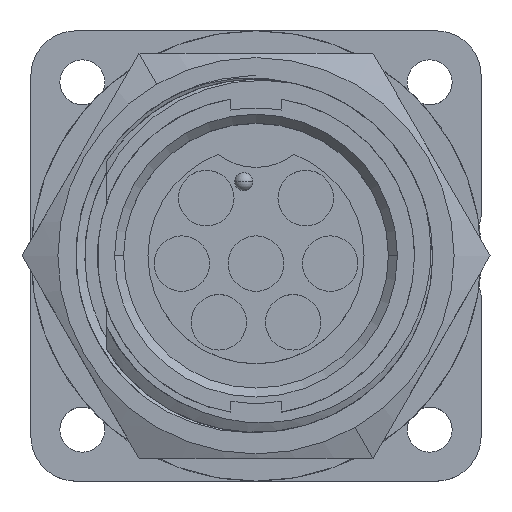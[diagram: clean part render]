
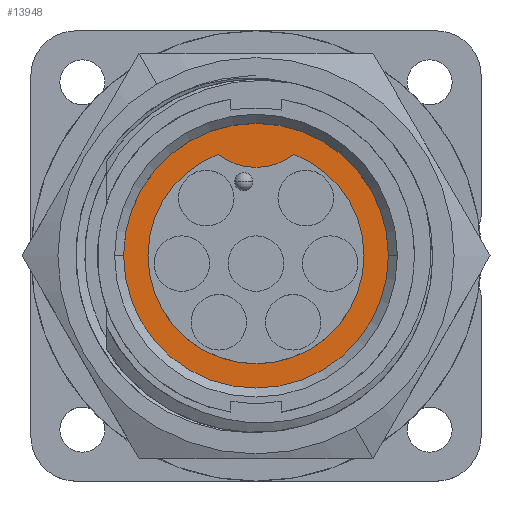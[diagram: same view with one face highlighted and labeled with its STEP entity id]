
A CAD part, top view. The second image highlights one B-rep face of the part: STEP entity #13948.
In plain terms, the highlighted planar face has unit normal (0, 0, 1).
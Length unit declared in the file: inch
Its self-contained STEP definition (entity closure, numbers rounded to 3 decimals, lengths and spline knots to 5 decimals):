
#520 = CARTESIAN_POINT ( 'NONE',  ( 0., 0., 0.365 ) ) ;
#1032 = EDGE_CURVE ( 'NONE', #8502, #13753, #8964, .T. ) ;
#1035 = VERTEX_POINT ( 'NONE', #9758 ) ;
#1609 = DIRECTION ( 'NONE',  ( 0., 0., 1. ) ) ;
#1716 = DIRECTION ( 'NONE',  ( 1., 0., 0. ) ) ;
#1850 = ORIENTED_EDGE ( 'NONE', *, *, #8844, .F. ) ;
#2839 = ORIENTED_EDGE ( 'NONE', *, *, #11557, .F. ) ;
#3116 = DIRECTION ( 'NONE',  ( 1., 0., 0. ) ) ;
#3122 = CARTESIAN_POINT ( 'NONE',  ( 0.3, 0., 0.365 ) ) ;
#3324 = FACE_OUTER_BOUND ( 'NONE', #5833, .T. ) ;
#3734 = CARTESIAN_POINT ( 'NONE',  ( 0., 0., 0.365 ) ) ;
#4288 = EDGE_CURVE ( 'NONE', #13753, #8502, #10998, .T. ) ;
#4339 = DIRECTION ( 'NONE',  ( 0., 0., 1. ) ) ;
#4580 = VERTEX_POINT ( 'NONE', #3122 ) ;
#4926 = DIRECTION ( 'NONE',  ( 1., 0., 0. ) ) ;
#5366 = ORIENTED_EDGE ( 'NONE', *, *, #1032, .T. ) ;
#5833 = EDGE_LOOP ( 'NONE', ( #7944, #5366 ) ) ;
#5928 = CARTESIAN_POINT ( 'NONE',  ( 0., 0.414, 0.365 ) ) ;
#5965 = AXIS2_PLACEMENT_3D ( 'NONE', #3734, #12150, #4926 ) ;
#6151 = CIRCLE ( 'NONE', #15358, 0.3 ) ;
#6660 = EDGE_CURVE ( 'NONE', #1035, #13063, #12988, .T. ) ;
#6843 = CARTESIAN_POINT ( 'NONE',  ( 0., 0., 0.365 ) ) ;
#6952 = CARTESIAN_POINT ( 'NONE',  ( -0.10453, 0.2812, 0.365 ) ) ;
#7153 = DIRECTION ( 'NONE',  ( 1., 0., 0. ) ) ;
#7944 = ORIENTED_EDGE ( 'NONE', *, *, #4288, .T. ) ;
#8063 = DIRECTION ( 'NONE',  ( 1., 0., 0. ) ) ;
#8502 = VERTEX_POINT ( 'NONE', #10342 ) ;
#8810 = CARTESIAN_POINT ( 'NONE',  ( 0., 0., 0.365 ) ) ;
#8844 = EDGE_CURVE ( 'NONE', #9561, #4580, #6151, .T. ) ;
#8915 = DIRECTION ( 'NONE',  ( 0., 0., 1. ) ) ;
#8937 = EDGE_LOOP ( 'NONE', ( #9427, #12644, #2839, #1850 ) ) ;
#8964 = CIRCLE ( 'NONE', #9547, 0.3675 ) ;
#9427 = ORIENTED_EDGE ( 'NONE', *, *, #12920, .F. ) ;
#9547 = AXIS2_PLACEMENT_3D ( 'NONE', #15475, #4339, #11473 ) ;
#9561 = VERTEX_POINT ( 'NONE', #10996 ) ;
#9758 = CARTESIAN_POINT ( 'NONE',  ( 0.10453, 0.2812, 0.365 ) ) ;
#10020 = DIRECTION ( 'NONE',  ( 1., 0., 0. ) ) ;
#10318 = DIRECTION ( 'NONE',  ( 0., 0., 1. ) ) ;
#10342 = CARTESIAN_POINT ( 'NONE',  ( -0.3675, 0., 0.365 ) ) ;
#10670 = AXIS2_PLACEMENT_3D ( 'NONE', #520, #8915, #1716 ) ;
#10996 = CARTESIAN_POINT ( 'NONE',  ( -0.3, 0., 0.365 ) ) ;
#10998 = CIRCLE ( 'NONE', #10670, 0.3675 ) ;
#11310 = AXIS2_PLACEMENT_3D ( 'NONE', #5928, #14384, #7153 ) ;
#11473 = DIRECTION ( 'NONE',  ( 1., 0., 0. ) ) ;
#11550 = AXIS2_PLACEMENT_3D ( 'NONE', #6843, #15282, #8063 ) ;
#11557 = EDGE_CURVE ( 'NONE', #4580, #1035, #13034, .T. ) ;
#12150 = DIRECTION ( 'NONE',  ( 0., 0., 1. ) ) ;
#12382 = CARTESIAN_POINT ( 'NONE',  ( 0.3675, 0., 0.365 ) ) ;
#12561 = FACE_BOUND ( 'NONE', #8937, .T. ) ;
#12644 = ORIENTED_EDGE ( 'NONE', *, *, #6660, .F. ) ;
#12920 = EDGE_CURVE ( 'NONE', #13063, #9561, #15468, .T. ) ;
#12988 = CIRCLE ( 'NONE', #11310, 0.169 ) ;
#13034 = CIRCLE ( 'NONE', #5965, 0.3 ) ;
#13063 = VERTEX_POINT ( 'NONE', #6952 ) ;
#13689 = CARTESIAN_POINT ( 'NONE',  ( 0., 0., 0.365 ) ) ;
#13753 = VERTEX_POINT ( 'NONE', #12382 ) ;
#13948 = ADVANCED_FACE ( 'NONE', ( #12561, #3324 ), #15112, .T. ) ;
#14182 = AXIS2_PLACEMENT_3D ( 'NONE', #13689, #10318, #3116 ) ;
#14384 = DIRECTION ( 'NONE',  ( 0., 0., -1. ) ) ;
#15112 = PLANE ( 'NONE',  #14182 ) ;
#15282 = DIRECTION ( 'NONE',  ( 0., 0., 1. ) ) ;
#15358 = AXIS2_PLACEMENT_3D ( 'NONE', #8810, #1609, #10020 ) ;
#15468 = CIRCLE ( 'NONE', #11550, 0.3 ) ;
#15475 = CARTESIAN_POINT ( 'NONE',  ( 0., 0., 0.365 ) ) ;
